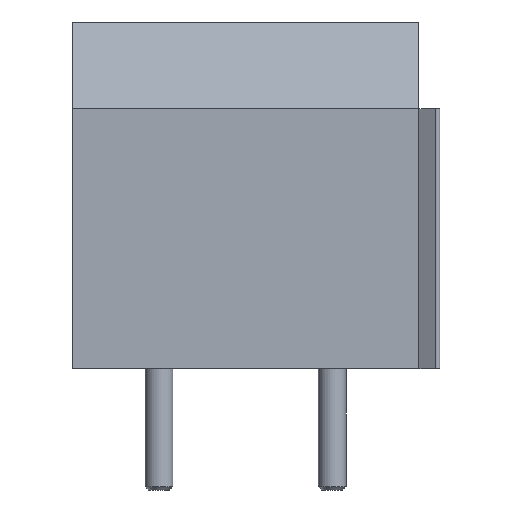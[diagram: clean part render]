
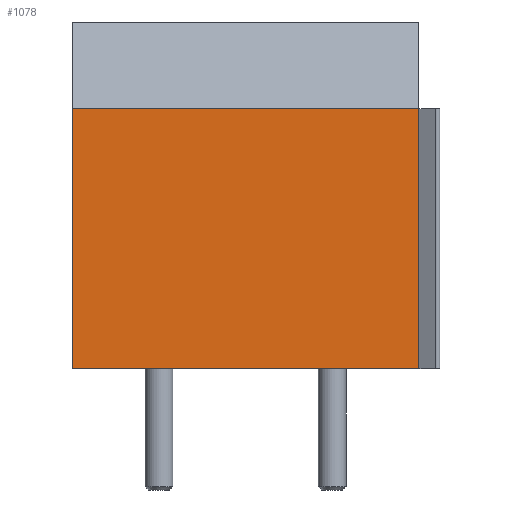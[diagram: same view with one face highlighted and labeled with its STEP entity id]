
A CAD part, front view. The second image highlights one B-rep face of the part: STEP entity #1078.
In plain terms, the highlighted planar face has unit normal (0, -1, 0).
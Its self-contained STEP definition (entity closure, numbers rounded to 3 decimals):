
#647 = VERTEX_POINT('',#648);
#648 = CARTESIAN_POINT('',(7.5,-4.45,0.));
#654 = EDGE_CURVE('',#647,#655,#657,.T.);
#655 = VERTEX_POINT('',#656);
#656 = CARTESIAN_POINT('',(7.5,-4.45,7.5));
#657 = LINE('',#658,#659);
#658 = CARTESIAN_POINT('',(7.5,-4.45,0.));
#659 = VECTOR('',#660,1.);
#660 = DIRECTION('',(0.,0.,1.));
#719 = VERTEX_POINT('',#720);
#720 = CARTESIAN_POINT('',(-2.5,-4.45,0.));
#726 = EDGE_CURVE('',#719,#727,#729,.T.);
#727 = VERTEX_POINT('',#728);
#728 = CARTESIAN_POINT('',(-2.5,-4.45,7.5));
#729 = LINE('',#730,#731);
#730 = CARTESIAN_POINT('',(-2.5,-4.45,0.));
#731 = VECTOR('',#732,1.);
#732 = DIRECTION('',(0.,0.,1.));
#801 = EDGE_CURVE('',#647,#719,#802,.T.);
#802 = LINE('',#803,#804);
#803 = CARTESIAN_POINT('',(7.5,-4.45,0.));
#804 = VECTOR('',#805,1.);
#805 = DIRECTION('',(-1.,0.,0.));
#1065 = EDGE_CURVE('',#655,#727,#1066,.T.);
#1066 = LINE('',#1067,#1068);
#1067 = CARTESIAN_POINT('',(7.5,-4.45,7.5));
#1068 = VECTOR('',#1069,1.);
#1069 = DIRECTION('',(-1.,0.,0.));
#1078 = ADVANCED_FACE('',(#1079),#1085,.F.);
#1079 = FACE_BOUND('',#1080,.F.);
#1080 = EDGE_LOOP('',(#1081,#1082,#1083,#1084));
#1081 = ORIENTED_EDGE('',*,*,#801,.T.);
#1082 = ORIENTED_EDGE('',*,*,#726,.T.);
#1083 = ORIENTED_EDGE('',*,*,#1065,.F.);
#1084 = ORIENTED_EDGE('',*,*,#654,.F.);
#1085 = PLANE('',#1086);
#1086 = AXIS2_PLACEMENT_3D('',#1087,#1088,#1089);
#1087 = CARTESIAN_POINT('',(7.5,-4.45,0.));
#1088 = DIRECTION('',(0.,1.,0.));
#1089 = DIRECTION('',(0.,0.,1.));
